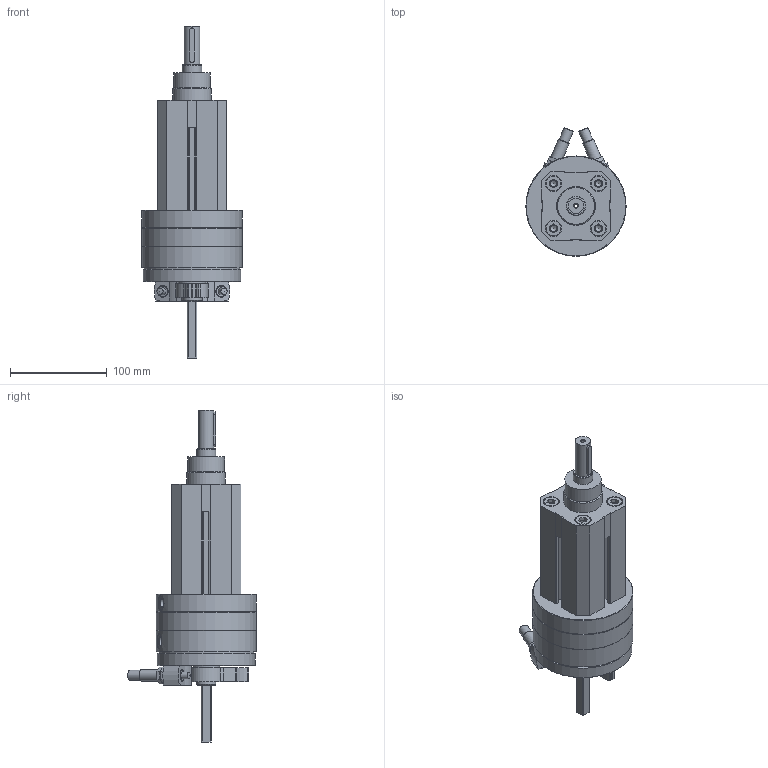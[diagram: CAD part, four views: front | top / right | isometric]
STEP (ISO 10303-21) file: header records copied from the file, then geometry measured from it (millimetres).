
FILE_DESCRIPTION(/* description */ ('STEP AP214'),/* implementation_level */ '2;1');
FILE_NAME(/* name */ '556508_DSL-32-40-270-CC-A-S20-B',/* time_stamp */ '2024-08-21T16:46:16+02:00',/* author */ ('License CC BY-ND 4.0'),/* organization */ ('CADENAS'),/* preprocessor_version */ 'ST-DEVELOPER v19.3',/* originating_system */ 'PARTsolutions',/* authorisation */ ' ');
FILE_SCHEMA (('AUTOMOTIVE_DESIGN {1 0 10303 214 3 1 1}'));
Length unit declared in the file: millimetre
Products named in the file (11): 556508 DSL-32-40-270-CC-A-S20-B---(0_0); 556508 DSL-32-40-270-CC-A-S20-B-40_bz; 704065 DSM-32-BR---(HZ); 548013 DYSC-8-8-Y1F---(SD_0); 342622 DSM-32_NS; DIN-912 - M6x25(F); 348987 SPZ-20 M12X1-4-15; 704064 DSM-32-BL---(HZ); 556508 DSL-40_k; 306998 DSL; Shim ring DIN 988 20x28x2
Assembly tree (16 placements, depth 2):
  556508 DSL-32-40-270-CC-A-S20-B---(0_0)
    556508 DSL-32-40-270-CC-A-S20-B-40_bz
    704065 DSM-32-BR---(HZ)
    548013 DYSC-8-8-Y1F---(SD_0)  x2
    342622 DSM-32_NS  x2
    DIN-912 - M6x25(F)  x2
    348987 SPZ-20 M12X1-4-15  x4
    704064 DSM-32-BL---(HZ)
    556508 DSL-40_k
    306998 DSL
    Shim ring DIN 988 20x28x2
Bounding box: 104 x 133.41 x 344 mm (x, y, z)
Volume: 1162081.6 mm3; surface area: 167247.7 mm2
Topology: 16 solids, 16 shells, 559 faces, 1350 edges, 856 vertices
Faces by surface type: plane 295, cylinder 175, cone 87, sphere 2
Full cylindrical faces by diameter (mm): 1.567 x2, 1.9 x2, 4 x4, 4.2 x1, 4.917 x2, 6 x2, 6.6 x2, 6.647 x4, 7 x4, 8 x4, 8.566 x4, 10 x2, 10.4 x2, 10.917 x6, 11 x2, 12 x2, 13.5 x1, 15 x4, 16 x1, 17 x4, 20 x5, 28 x1, 38 x1, 40 x1, 43 x1, 49 x1, 63 x1, 72 x1, 98.5 x1, 101.5 x1
Entity records: 13202 total; most frequent: CARTESIAN_POINT 2352, DIRECTION 2291, ORIENTED_EDGE 1970, EDGE_CURVE 985, AXIS2_PLACEMENT_3D 860, VERTEX_POINT 697, FACE_BOUND 634, EDGE_LOOP 627
